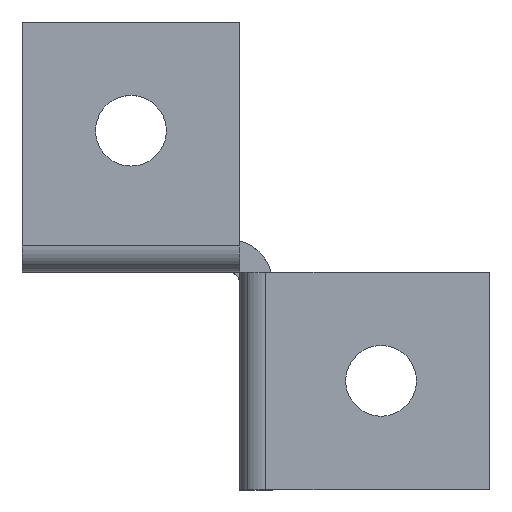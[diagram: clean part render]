
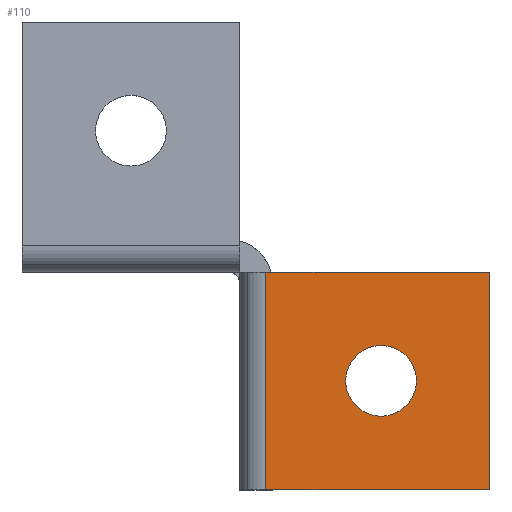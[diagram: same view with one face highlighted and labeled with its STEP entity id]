
A CAD part, top view. The second image highlights one B-rep face of the part: STEP entity #110.
In plain terms, the highlighted planar face has unit normal (0, 0, 1).
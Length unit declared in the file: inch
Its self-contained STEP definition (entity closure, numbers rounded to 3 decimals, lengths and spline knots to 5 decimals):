
#110=ADVANCED_FACE('',(#240,#241),#242,.T.);
#240=FACE_BOUND('',#454,.T.);
#241=FACE_OUTER_BOUND('',#455,.T.);
#242=PLANE('',#456);
#454=EDGE_LOOP('',(#1065,#1066,#1067,#1068));
#455=EDGE_LOOP('',(#1069,#1070,#1071,#1072));
#456=AXIS2_PLACEMENT_3D('',#1073,#1074,#1075);
#1065=ORIENTED_EDGE('',*,*,#1350,.F.);
#1066=ORIENTED_EDGE('',*,*,#1355,.F.);
#1067=ORIENTED_EDGE('',*,*,#1322,.F.);
#1068=ORIENTED_EDGE('',*,*,#1382,.F.);
#1069=ORIENTED_EDGE('',*,*,#1367,.F.);
#1070=ORIENTED_EDGE('',*,*,#1287,.F.);
#1071=ORIENTED_EDGE('',*,*,#1374,.F.);
#1072=ORIENTED_EDGE('',*,*,#1383,.F.);
#1073=CARTESIAN_POINT('',(0.1875,0.625,0.1875));
#1074=DIRECTION('',(0.0,-0.0,1.0));
#1075=DIRECTION('',(0.0,1.0,0.0));
#1287=EDGE_CURVE('',#1463,#1465,#1466,.T.);
#1322=EDGE_CURVE('',#1525,#1526,#1527,.T.);
#1350=EDGE_CURVE('',#1569,#1570,#1571,.T.);
#1355=EDGE_CURVE('',#1526,#1569,#1578,.T.);
#1367=EDGE_CURVE('',#1465,#1596,#1597,.T.);
#1374=EDGE_CURVE('',#1606,#1463,#1607,.T.);
#1382=EDGE_CURVE('',#1570,#1525,#1618,.T.);
#1383=EDGE_CURVE('',#1596,#1606,#1619,.T.);
#1463=VERTEX_POINT('',#1716);
#1465=VERTEX_POINT('',#1719);
#1466=LINE('',#1720,#1721);
#1525=VERTEX_POINT('',#1832);
#1526=VERTEX_POINT('',#1833);
#1527=B_SPLINE_CURVE_WITH_KNOTS('',3,(#1834,#1835,#1836,#1837),.UNSPECIFIED.,.F.,.F.,(4,4),(0.0,1.0),.UNSPECIFIED.);
#1569=VERTEX_POINT('',#1908);
#1570=VERTEX_POINT('',#1909);
#1571=B_SPLINE_CURVE_WITH_KNOTS('',3,(#1910,#1911,#1912,#1913),.UNSPECIFIED.,.F.,.F.,(4,4),(0.0,1.0),.UNSPECIFIED.);
#1578=B_SPLINE_CURVE_WITH_KNOTS('',3,(#1925,#1926,#1927,#1928),.UNSPECIFIED.,.F.,.F.,(4,4),(0.0,1.0),.UNSPECIFIED.);
#1596=VERTEX_POINT('',#1961);
#1597=LINE('',#1962,#1963);
#1606=VERTEX_POINT('',#1979);
#1607=LINE('',#1980,#1981);
#1618=B_SPLINE_CURVE_WITH_KNOTS('',3,(#1996,#1997,#1998,#1999),.UNSPECIFIED.,.F.,.F.,(4,4),(0.0,1.0),.UNSPECIFIED.);
#1619=LINE('',#2000,#2001);
#1716=CARTESIAN_POINT('',(1.4375,0.0,0.1875));
#1719=CARTESIAN_POINT('',(0.15,0.0,0.1875));
#1720=CARTESIAN_POINT('',(0.1875,0.0,0.1875));
#1721=VECTOR('',#2186,1.0);
#1832=CARTESIAN_POINT('',(0.60938,0.625,0.1875));
#1833=CARTESIAN_POINT('',(0.8125,0.42188,0.1875));
#1834=CARTESIAN_POINT('',(0.60938,0.625,0.1875));
#1835=CARTESIAN_POINT('',(0.60938,0.51282,0.1875));
#1836=CARTESIAN_POINT('',(0.70032,0.42188,0.1875));
#1837=CARTESIAN_POINT('',(0.8125,0.42188,0.1875));
#1908=CARTESIAN_POINT('',(1.01563,0.625,0.1875));
#1909=CARTESIAN_POINT('',(0.8125,0.82813,0.1875));
#1910=CARTESIAN_POINT('',(1.01563,0.625,0.1875));
#1911=CARTESIAN_POINT('',(1.01563,0.73718,0.1875));
#1912=CARTESIAN_POINT('',(0.92468,0.82813,0.1875));
#1913=CARTESIAN_POINT('',(0.8125,0.82813,0.1875));
#1925=CARTESIAN_POINT('',(0.8125,0.42188,0.1875));
#1926=CARTESIAN_POINT('',(0.92468,0.42188,0.1875));
#1927=CARTESIAN_POINT('',(1.01563,0.51282,0.1875));
#1928=CARTESIAN_POINT('',(1.01563,0.625,0.1875));
#1961=CARTESIAN_POINT('',(0.15,1.25,0.1875));
#1962=CARTESIAN_POINT('',(0.15,0.625,0.1875));
#1963=VECTOR('',#2243,1.0);
#1979=CARTESIAN_POINT('',(1.4375,1.25,0.1875));
#1980=CARTESIAN_POINT('',(1.4375,1.25,0.1875));
#1981=VECTOR('',#2248,1.0);
#1996=CARTESIAN_POINT('',(0.8125,0.82813,0.1875));
#1997=CARTESIAN_POINT('',(0.70032,0.82813,0.1875));
#1998=CARTESIAN_POINT('',(0.60938,0.73718,0.1875));
#1999=CARTESIAN_POINT('',(0.60938,0.625,0.1875));
#2000=CARTESIAN_POINT('',(0.1875,1.25,0.1875));
#2001=VECTOR('',#2256,1.0);
#2186=DIRECTION('',(-1.0,0.0,0.0));
#2243=DIRECTION('',(0.0,1.0,-0.0));
#2248=DIRECTION('',(0.0,-1.0,0.0));
#2256=DIRECTION('',(1.0,0.0,0.0));
